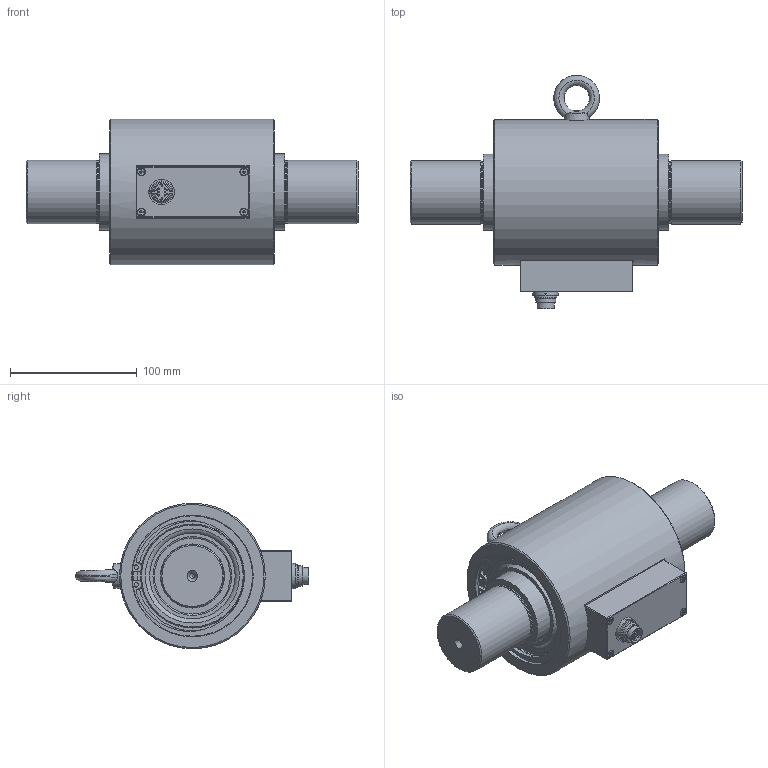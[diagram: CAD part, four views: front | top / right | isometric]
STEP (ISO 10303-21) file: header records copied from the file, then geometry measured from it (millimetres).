
FILE_DESCRIPTION( ( 'Unknown' ), '1' );
FILE_NAME( 'Dr2208-1000_100Nm.stp', 'Unknown', ( 'Unknown' ), ( 'Unknown' ), 'PSStep 17.0.49', 'Unknown', ' ' );
FILE_SCHEMA( ( 'AUTOMOTIVE_DESIGN { 1 0 10303 214 1 1 1 1 }' ) );
Length unit declared in the file: millimetre
Products named in the file (28): 2363-B02_DOC-00073167-oa1; 2363-001_DOC-00073162; 2361-B02_DOC-00073154; 2301-001_doc-00047785; din 625-t1-6012-2z_60x95x18; sicherungsring din 472-95x3-t1; 2247-b04_doc-00047666; 2247-001_doc-00047567; Sicherungsring DIN 472-95x3-T1; Ringschraube M8 DIN 580-oa0; DIN 625-T1-6012-2RS_60x95x18; Assem1; Senkschraube DIN 965-M3x28-H; Senkschraube DIN 965-M3x28-H-oa2; Senkschraube DIN 965-M3x28-H-oa3; Senkschraube DIN 965-M3x28-H-oa4; flanschstecker 12-polig serie 723; mutter_09-0323-89-06_DOC-00067592
Assembly tree (27 placements, depth 3):
  Assem1
    Senkschraube DIN 965-M3x28-H
    Senkschraube DIN 965-M3x28-H-oa2
    Senkschraube DIN 965-M3x28-H-oa3
    Senkschraube DIN 965-M3x28-H-oa4
    flanschstecker 12-polig serie 723
    mutter_09-0323-89-06_DOC-00067592
    2361-B02_DOC-00073154
      2301-001_doc-00047785
      din 625-t1-6012-2z_60x95x18
      din 625-t1-6012-2z_60x95x18
      din 625-t1-6012-2z_60x95x18
      din 625-t1-6012-2z_60x95x18
      din 625-t1-6012-2z_60x95x18
      sicherungsring din 472-95x3-t1
    2247-b04_doc-00047666
      2247-001_doc-00047567
      Sicherungsring DIN 472-95x3-T1
      Ringschraube M8 DIN 580-oa0
      DIN 625-T1-6012-2RS_60x95x18
      DIN 625-T1-6012-2RS_60x95x18
      DIN 625-T1-6012-2RS_60x95x18
      DIN 625-T1-6012-2RS_60x95x18
      DIN 625-T1-6012-2RS_60x95x18
      DIN 625-T1-6012-2RS_60x95x18
      DIN 625-T1-6012-2RS_60x95x18
    2363-B02_DOC-00073167-oa1
      2363-001_DOC-00073162
Bounding box: 262 x 183.98 x 115 mm (x, y, z)
Volume: 1182155.2 mm3; surface area: 287996.6 mm2
Topology: 24 solids, 26 shells, 423 faces, 912 edges, 594 vertices
Faces by surface type: plane 198, cylinder 150, cone 46, torus 25, bspline 4
Full cylindrical faces by diameter (mm): 1 x24, 2.387 x4, 2.459 x4, 3 x4, 3.4 x4, 3.5 x4, 4 x3, 4.917 x1, 5.6 x4, 6 x1, 12 x1, 13.5 x1, 15 x1, 15.875 x1, 17.188 x1, 17.462 x1, 17.8 x1, 20 x3, 21 x1, 22 x1, 49.4 x2, 50 x2, 60 x3, 67.5 x4, 67.52 x2, 74.25 x4, 82.175 x4, 86.36 x2, 86.38 x4, 86.48 x4
Entity records: 16255 total; most frequent: CARTESIAN_POINT 3851, DIRECTION 1922, ORIENTED_EDGE 1358, AXIS2_PLACEMENT_3D 818, EDGE_LOOP 706, EDGE_CURVE 679, FACE_OUTER_BOUND 550, VERTEX_POINT 548
